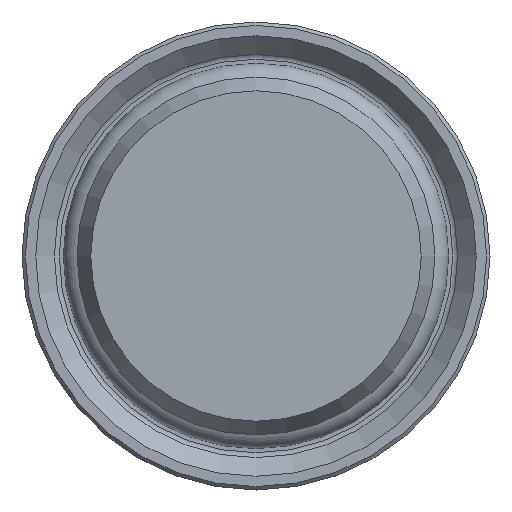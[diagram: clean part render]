
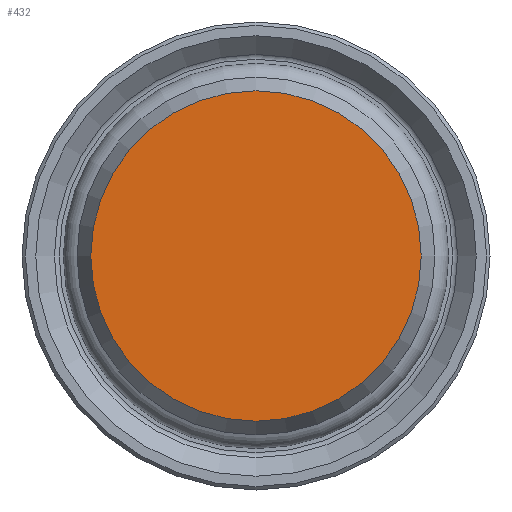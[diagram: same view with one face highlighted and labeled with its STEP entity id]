
A CAD part, front view. The second image highlights one B-rep face of the part: STEP entity #432.
In plain terms, the highlighted planar face has unit normal (0, -1, 0).
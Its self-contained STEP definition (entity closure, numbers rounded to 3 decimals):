
#98 = VERTEX_POINT ( 'NONE', #473 ) ;
#144 = CIRCLE ( 'NONE', #971, 12.001 ) ;
#225 = ORIENTED_EDGE ( 'NONE', *, *, #966, .T. ) ;
#226 = FACE_OUTER_BOUND ( 'NONE', #401, .T. ) ;
#401 = EDGE_LOOP ( 'NONE', ( #225 ) ) ;
#432 = ADVANCED_FACE ( 'NONE', ( #226 ), #792, .T. ) ;
#473 = CARTESIAN_POINT ( 'NONE',  ( 0., 0., -12.001 ) ) ;
#655 = DIRECTION ( 'NONE',  ( 0., 0., -1. ) ) ;
#656 = DIRECTION ( 'NONE',  ( 0., -1., 0. ) ) ;
#657 = CARTESIAN_POINT ( 'NONE',  ( 0., 0., 0. ) ) ;
#792 = PLANE ( 'NONE',  #1086 ) ;
#797 = DIRECTION ( 'NONE',  ( 0., -1., 0. ) ) ;
#837 = CARTESIAN_POINT ( 'NONE',  ( 12.001, 0., 0. ) ) ;
#887 = DIRECTION ( 'NONE',  ( 0., 0., -1. ) ) ;
#966 = EDGE_CURVE ( 'NONE', #98, #98, #144, .T. ) ;
#971 = AXIS2_PLACEMENT_3D ( 'NONE', #657, #656, #655 ) ;
#1086 = AXIS2_PLACEMENT_3D ( 'NONE', #837, #797, #887 ) ;
